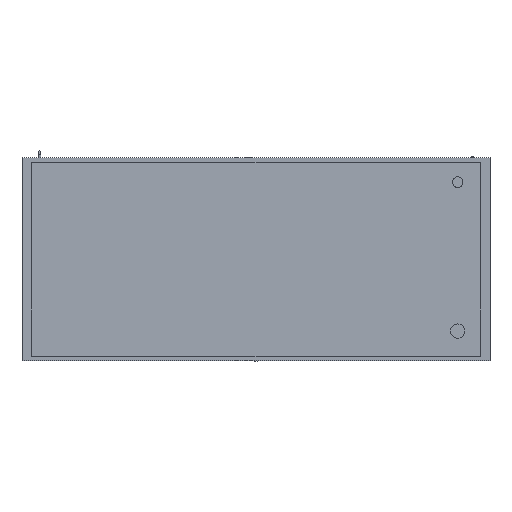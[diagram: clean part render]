
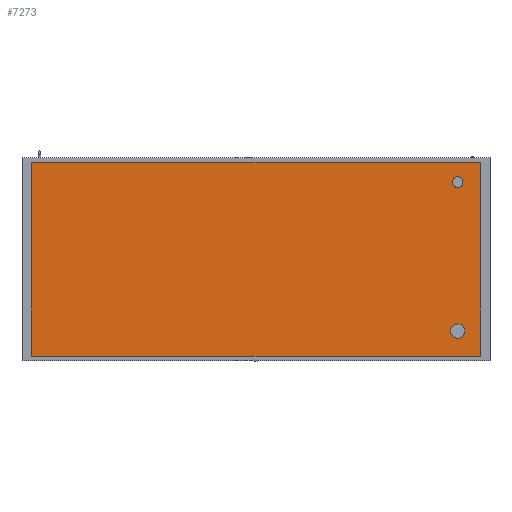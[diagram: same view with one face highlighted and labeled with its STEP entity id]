
A CAD part, front view. The second image highlights one B-rep face of the part: STEP entity #7273.
In plain terms, the highlighted planar face has unit normal (0, -1, 0).
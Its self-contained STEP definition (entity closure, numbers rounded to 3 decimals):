
#114=FACE_BOUND('',#964,.T.);
#115=FACE_BOUND('',#965,.T.);
#135=PLANE('',#7796);
#513=FACE_OUTER_BOUND('',#963,.T.);
#963=EDGE_LOOP('',(#5150,#5151,#5152,#5153));
#964=EDGE_LOOP('',(#5154));
#965=EDGE_LOOP('',(#5155));
#1421=LINE('',#10517,#2318);
#1425=LINE('',#10525,#2322);
#1428=LINE('',#10531,#2325);
#1431=LINE('',#10536,#2328);
#2318=VECTOR('',#8421,10.);
#2322=VECTOR('',#8427,10.);
#2325=VECTOR('',#8432,10.);
#2328=VECTOR('',#8437,10.);
#3202=CIRCLE('',#7780,20.);
#3204=CIRCLE('',#7784,27.5);
#3352=VERTEX_POINT('',#10478);
#3354=VERTEX_POINT('',#10485);
#3363=VERTEX_POINT('',#10515);
#3364=VERTEX_POINT('',#10516);
#3367=VERTEX_POINT('',#10524);
#3369=VERTEX_POINT('',#10530);
#4051=EDGE_CURVE('',#3352,#3352,#3202,.T.);
#4054=EDGE_CURVE('',#3354,#3354,#3204,.T.);
#4067=EDGE_CURVE('',#3363,#3364,#1421,.T.);
#4071=EDGE_CURVE('',#3367,#3363,#1425,.T.);
#4074=EDGE_CURVE('',#3369,#3367,#1428,.T.);
#4077=EDGE_CURVE('',#3364,#3369,#1431,.T.);
#5150=ORIENTED_EDGE('',*,*,#4077,.F.);
#5151=ORIENTED_EDGE('',*,*,#4067,.F.);
#5152=ORIENTED_EDGE('',*,*,#4071,.F.);
#5153=ORIENTED_EDGE('',*,*,#4074,.F.);
#5154=ORIENTED_EDGE('',*,*,#4051,.T.);
#5155=ORIENTED_EDGE('',*,*,#4054,.T.);
#7273=ADVANCED_FACE('',(#513,#114,#115),#135,.F.);
#7780=AXIS2_PLACEMENT_3D('',#10480,#8384,#8385);
#7784=AXIS2_PLACEMENT_3D('',#10487,#8393,#8394);
#7796=AXIS2_PLACEMENT_3D('',#10539,#8441,#8442);
#8384=DIRECTION('center_axis',(0.,1.,0.));
#8385=DIRECTION('ref_axis',(1.,0.,0.));
#8393=DIRECTION('center_axis',(0.,1.,0.));
#8394=DIRECTION('ref_axis',(1.,0.,0.));
#8421=DIRECTION('',(0.,0.,1.));
#8427=DIRECTION('',(-1.,0.,0.));
#8432=DIRECTION('',(0.,0.,-1.));
#8437=DIRECTION('',(1.,0.,0.));
#8441=DIRECTION('center_axis',(0.,1.,0.));
#8442=DIRECTION('ref_axis',(0.,0.,1.));
#10478=CARTESIAN_POINT('',(745.,0.,292.5));
#10480=CARTESIAN_POINT('Origin',(765.,0.,292.5));
#10485=CARTESIAN_POINT('',(737.5,0.,-272.5));
#10487=CARTESIAN_POINT('Origin',(765.,0.,-272.5));
#10515=CARTESIAN_POINT('',(-850.,0.,-367.5));
#10516=CARTESIAN_POINT('',(-850.,0.,367.5));
#10517=CARTESIAN_POINT('',(-850.,0.,-367.5));
#10524=CARTESIAN_POINT('',(850.,0.,-367.5));
#10525=CARTESIAN_POINT('',(850.,0.,-367.5));
#10530=CARTESIAN_POINT('',(850.,0.,367.5));
#10531=CARTESIAN_POINT('',(850.,0.,367.5));
#10536=CARTESIAN_POINT('',(-850.,0.,367.5));
#10539=CARTESIAN_POINT('Origin',(0.,0.,0.));
